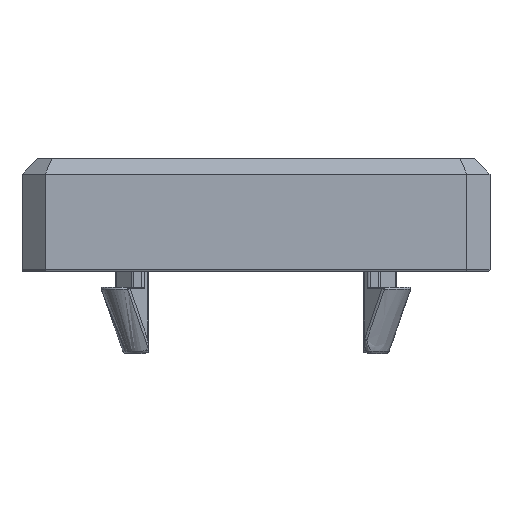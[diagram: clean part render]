
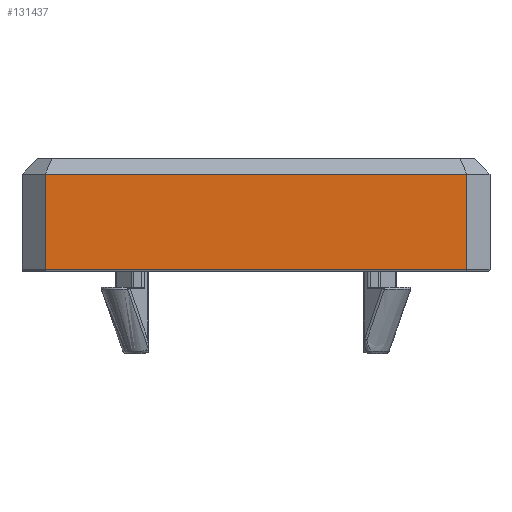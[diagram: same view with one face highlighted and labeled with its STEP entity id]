
A CAD part, left-side view. The second image highlights one B-rep face of the part: STEP entity #131437.
In plain terms, the highlighted planar face has unit normal (-1, 0, 0).
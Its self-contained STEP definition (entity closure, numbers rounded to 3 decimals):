
#131324=CARTESIAN_POINT('',(-74.,-27.,12.5));
#131325=VERTEX_POINT('',#131324);
#131348=CARTESIAN_POINT('',(-74.,27.,12.5));
#131349=VERTEX_POINT('',#131348);
#131356=CARTESIAN_POINT('',(-74.,27.,12.5));
#131357=DIRECTION('',(0.0,-1.0,0.0));
#131358=VECTOR('',#131357,54.0);
#131359=LINE('',#131356,#131358);
#131360=EDGE_CURVE('',#131349,#131325,#131359,.T.);
#131407=CARTESIAN_POINT('',(-74.,-27.,0.0));
#131408=DIRECTION('',(-1.0,0.0,0.0));
#131409=DIRECTION('',(0.0,0.0,1.0));
#131410=AXIS2_PLACEMENT_3D('',#131407,#131408,#131409);
#131411=PLANE('',#131410);
#131412=ORIENTED_EDGE('',*,*,#131360,.F.);
#131413=CARTESIAN_POINT('',(-74.,27.,0.3));
#131414=VERTEX_POINT('',#131413);
#131415=CARTESIAN_POINT('',(-74.,27.,0.3));
#131416=DIRECTION('',(0.0,0.0,1.0));
#131417=VECTOR('',#131416,12.2);
#131418=LINE('',#131415,#131417);
#131419=EDGE_CURVE('',#131414,#131349,#131418,.T.);
#131420=ORIENTED_EDGE('',*,*,#131419,.F.);
#131421=CARTESIAN_POINT('',(-74.,-27.,0.3));
#131422=VERTEX_POINT('',#131421);
#131423=CARTESIAN_POINT('',(-74.,-27.,0.3));
#131424=DIRECTION('',(0.0,1.0,0.0));
#131425=VECTOR('',#131424,54.0);
#131426=LINE('',#131423,#131425);
#131427=EDGE_CURVE('',#131422,#131414,#131426,.T.);
#131428=ORIENTED_EDGE('',*,*,#131427,.F.);
#131429=CARTESIAN_POINT('',(-74.,-27.,0.3));
#131430=DIRECTION('',(0.0,0.0,1.0));
#131431=VECTOR('',#131430,12.2);
#131432=LINE('',#131429,#131431);
#131433=EDGE_CURVE('',#131422,#131325,#131432,.T.);
#131434=ORIENTED_EDGE('',*,*,#131433,.T.);
#131435=EDGE_LOOP('',(#131412,#131420,#131428,#131434));
#131436=FACE_OUTER_BOUND('',#131435,.T.);
#131437=ADVANCED_FACE('',(#131436),#131411,.T.);
